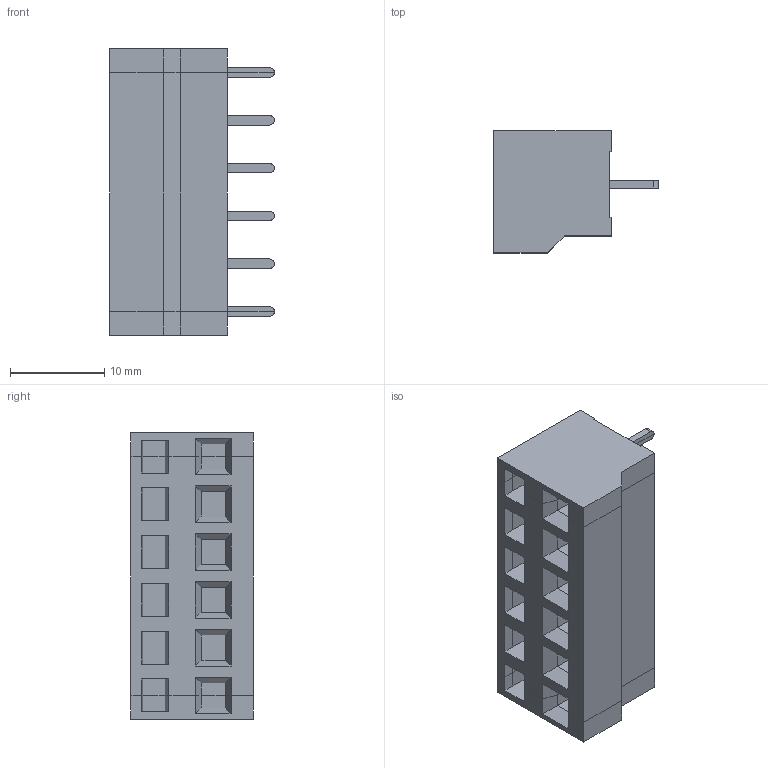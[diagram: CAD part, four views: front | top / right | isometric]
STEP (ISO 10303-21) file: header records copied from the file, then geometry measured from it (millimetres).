
FILE_DESCRIPTION( ( 'Unknown' ), '1' );
FILE_NAME( '691416500006.stp', 'Unknown', ( 'Unknown' ), ( 'Unknown' ), 'PSStep 18.0.17', 'Unknown', ' ' );
FILE_SCHEMA( ( 'AUTOMOTIVE_DESIGN { 1 0 10303 214 1 1 1 1 }' ) );
Length unit declared in the file: millimetre
Products named in the file (4): Assem1; MRT23P5.08_DX; MRT23P5.08_SX; 691416500006
Assembly tree (3 placements, depth 2):
  Assem1
    MRT23P5.08_DX
    MRT23P5.08_SX
    691416500006
Bounding box: 17.5 x 13 x 30.48 mm (x, y, z)
Volume: 3892.1 mm3; surface area: 3380.6 mm2
Topology: 3 solids, 3 shells, 260 faces, 678 edges, 444 vertices
Faces by surface type: plane 252, cylinder 8
Entity records: 9936 total; most frequent: CARTESIAN_POINT 1386, ORIENTED_EDGE 1356, DIRECTION 1222, EDGE_CURVE 678, LINE 662, VECTOR 662, VERTEX_POINT 444, AXIS2_PLACEMENT_3D 280
